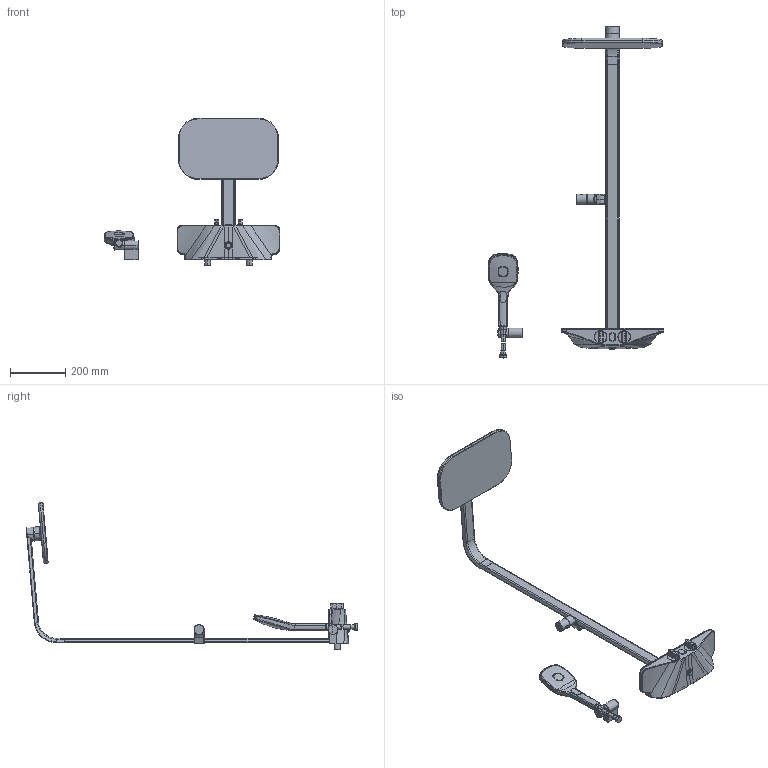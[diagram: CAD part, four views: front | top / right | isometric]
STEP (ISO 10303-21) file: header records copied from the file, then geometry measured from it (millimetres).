
FILE_DESCRIPTION (( 'STEP AP203' ), '1' );
FILE_NAME ('5865017282.STEP', '2018-06-05T05:55:24', ( '' ), ( '' ), 'SwSTEP 2.0', 'SolidWorks 2016', '' );
FILE_SCHEMA (( 'CONFIG_CONTROL_DESIGN' ));
Length unit declared in the file: millimetre
Products named in the file (1): 5865017282
Bounding box: 633.57 x 1197.32 x 531.05 mm (x, y, z)
Volume: 5221383 mm3; surface area: 674409.5 mm2
Topology: 16 solids, 16 shells, 724 faces, 1696 edges, 1009 vertices
Faces by surface type: bspline 247, cylinder 158, plane 113, torus 107, cone 79, sphere 20
Entity records: 56780 total; most frequent: CARTESIAN_POINT 42370, ORIENTED_EDGE 3350, DIRECTION 2408, EDGE_CURVE 1675, VERTEX_POINT 1008, AXIS2_PLACEMENT_3D 1001, EDGE_LOOP 747, FACE_OUTER_BOUND 723
